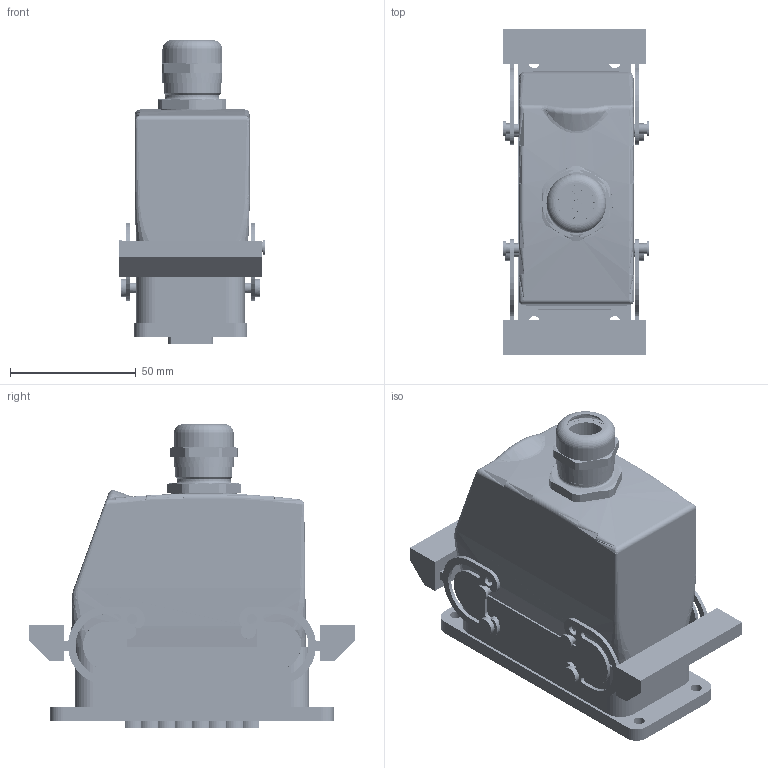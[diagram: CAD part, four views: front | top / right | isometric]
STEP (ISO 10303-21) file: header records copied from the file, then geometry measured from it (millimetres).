
FILE_DESCRIPTION(('CATIA V5 STEP Exchange','CAx-IF Rec.Pracs.--- Model Styling and Organization---1.4--- 2014-01-23'),'2;1');
FILE_NAME ('022141-1_3_1802390000_1802390000.stp','2019-10-29T14:29:26+00:00',('none'),('Weidmueller'),'CATIA Version 5-6 Release 2016 SP3 HF44','CATIA V5 STEP AP214','none');
FILE_SCHEMA(('AUTOMOTIVE_DESIGN { 1 0 10303 214 1 1 1 1 }'));
Products named in the file (1): 1802390000
Bounding box: 58.22 x 129.5 x 120.67 mm (x, y, z)
Volume: 234621.2 mm3; surface area: 133508.1 mm2
Topology: 10 solids, 10 shells, 5741 faces, 17221 edges, 11484 vertices
Faces by surface type: plane 3305, cylinder 1225, cone 594, torus 264, extrusion 260, bspline 65, sphere 20, revolution 8
Entity records: 197892 total; most frequent: CARTESIAN_POINT 56290, ORIENTED_EDGE 34406, DIRECTION 21441, EDGE_CURVE 17203, VERTEX_POINT 11484, VECTOR 11295, LINE 11035, AXIS2_PLACEMENT_3D 6786
